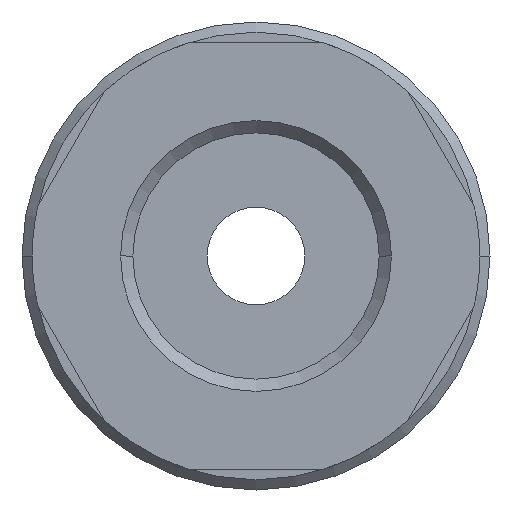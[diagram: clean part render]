
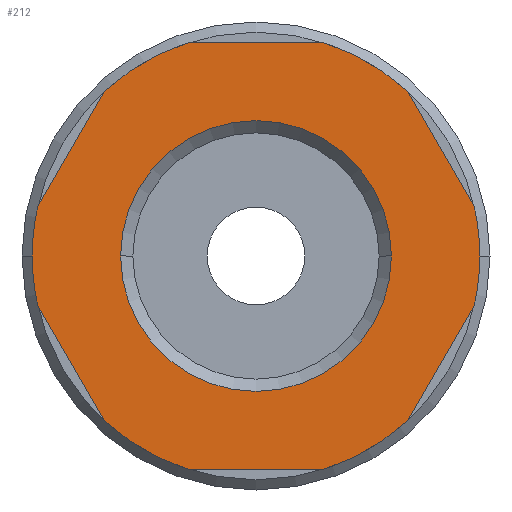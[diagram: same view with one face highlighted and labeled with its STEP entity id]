
A CAD part, front view. The second image highlights one B-rep face of the part: STEP entity #212.
In plain terms, the highlighted planar face has unit normal (0, -1, 0).
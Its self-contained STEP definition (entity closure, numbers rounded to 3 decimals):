
#212=ADVANCED_FACE('',(#456,#457),#458,.T.);
#456=FACE_BOUND('',#731,.T.);
#457=FACE_OUTER_BOUND('',#732,.T.);
#458=PLANE('',#733);
#731=EDGE_LOOP('',(#1278,#1279));
#732=EDGE_LOOP('',(#1280,#1281,#1282,#1283,#1284,#1285,#1286,#1287,#1288,#1289,#1290,#1291,#1292,#1293));
#733=AXIS2_PLACEMENT_3D('',#1294,#1295,#1296);
#1278=ORIENTED_EDGE('',*,*,#1784,.T.);
#1279=ORIENTED_EDGE('',*,*,#1785,.T.);
#1280=ORIENTED_EDGE('',*,*,#1743,.T.);
#1281=ORIENTED_EDGE('',*,*,#1786,.F.);
#1282=ORIENTED_EDGE('',*,*,#1690,.T.);
#1283=ORIENTED_EDGE('',*,*,#1787,.F.);
#1284=ORIENTED_EDGE('',*,*,#1715,.T.);
#1285=ORIENTED_EDGE('',*,*,#1788,.F.);
#1286=ORIENTED_EDGE('',*,*,#1789,.F.);
#1287=ORIENTED_EDGE('',*,*,#1790,.T.);
#1288=ORIENTED_EDGE('',*,*,#1630,.F.);
#1289=ORIENTED_EDGE('',*,*,#1641,.T.);
#1290=ORIENTED_EDGE('',*,*,#1646,.F.);
#1291=ORIENTED_EDGE('',*,*,#1791,.T.);
#1292=ORIENTED_EDGE('',*,*,#1792,.F.);
#1293=ORIENTED_EDGE('',*,*,#1793,.F.);
#1294=CARTESIAN_POINT('',(5.5,0.0,0.0));
#1295=DIRECTION('',(-0.0,-1.0,-0.0));
#1296=DIRECTION('',(-1.0,0.0,0.0));
#1630=EDGE_CURVE('',#1953,#1948,#1955,.T.);
#1641=EDGE_CURVE('',#1953,#1966,#1969,.T.);
#1646=EDGE_CURVE('',#1974,#1966,#1976,.T.);
#1690=EDGE_CURVE('',#2042,#2039,#2043,.T.);
#1715=EDGE_CURVE('',#2076,#2073,#2077,.T.);
#1743=EDGE_CURVE('',#2119,#2117,#2120,.T.);
#1784=EDGE_CURVE('',#2168,#2169,#2170,.T.);
#1785=EDGE_CURVE('',#2169,#2168,#2171,.T.);
#1786=EDGE_CURVE('',#2042,#2117,#2172,.T.);
#1787=EDGE_CURVE('',#2076,#2039,#2173,.T.);
#1788=EDGE_CURVE('',#2174,#2073,#2175,.T.);
#1789=EDGE_CURVE('',#2176,#2174,#2177,.T.);
#1790=EDGE_CURVE('',#2176,#1948,#2178,.T.);
#1791=EDGE_CURVE('',#1974,#2179,#2180,.T.);
#1792=EDGE_CURVE('',#2181,#2179,#2182,.T.);
#1793=EDGE_CURVE('',#2119,#2181,#2183,.T.);
#1948=VERTEX_POINT('',#2455);
#1953=VERTEX_POINT('',#2461);
#1955=CIRCLE('',#2464,11.0);
#1966=VERTEX_POINT('',#2499);
#1969=LINE('',#2503,#2504);
#1974=VERTEX_POINT('',#2510);
#1976=CIRCLE('',#2513,11.0);
#2039=VERTEX_POINT('',#2650);
#2042=VERTEX_POINT('',#2654);
#2043=LINE('',#2655,#2656);
#2073=VERTEX_POINT('',#2704);
#2076=VERTEX_POINT('',#2708);
#2077=LINE('',#2709,#2710);
#2117=VERTEX_POINT('',#2759);
#2119=VERTEX_POINT('',#2762);
#2120=LINE('',#2763,#2764);
#2168=VERTEX_POINT('',#2866);
#2169=VERTEX_POINT('',#2867);
#2170=CIRCLE('',#2868,6.655);
#2171=CIRCLE('',#2869,6.655);
#2172=CIRCLE('',#2870,11.0);
#2173=CIRCLE('',#2871,11.0);
#2174=VERTEX_POINT('',#2872);
#2175=CIRCLE('',#2873,11.0);
#2176=VERTEX_POINT('',#2874);
#2177=CIRCLE('',#2875,11.0);
#2178=LINE('',#2876,#2877);
#2179=VERTEX_POINT('',#2878);
#2180=LINE('',#2879,#2880);
#2181=VERTEX_POINT('',#2881);
#2182=CIRCLE('',#2882,11.0);
#2183=CIRCLE('',#2883,11.0);
#2455=CARTESIAN_POINT('',(7.454,0.0,8.089));
#2461=CARTESIAN_POINT('',(3.279,0.0,10.5));
#2464=AXIS2_PLACEMENT_3D('',#3051,#3052,#3053);
#2499=CARTESIAN_POINT('',(-3.279,0.0,10.5));
#2503=CARTESIAN_POINT('',(2.75,0.0,10.5));
#2504=VECTOR('',#3063,1.0);
#2510=CARTESIAN_POINT('',(-7.454,0.0,8.089));
#2513=AXIS2_PLACEMENT_3D('',#3069,#3070,#3071);
#2650=CARTESIAN_POINT('',(3.279,0.0,-10.5));
#2654=CARTESIAN_POINT('',(-3.279,0.0,-10.5));
#2655=CARTESIAN_POINT('',(2.75,0.0,-10.5));
#2656=VECTOR('',#3135,1.0);
#2704=CARTESIAN_POINT('',(10.733,0.0,-2.411));
#2708=CARTESIAN_POINT('',(7.454,0.0,-8.089));
#2709=CARTESIAN_POINT('',(9.781,0.0,-4.059));
#2710=VECTOR('',#3168,1.0);
#2759=CARTESIAN_POINT('',(-7.454,0.0,-8.089));
#2762=CARTESIAN_POINT('',(-10.733,0.0,-2.411));
#2763=CARTESIAN_POINT('',(-8.406,0.0,-6.441));
#2764=VECTOR('',#3215,1.0);
#2866=CARTESIAN_POINT('',(-6.655,0.0,0.));
#2867=CARTESIAN_POINT('',(6.655,0.0,0.));
#2868=AXIS2_PLACEMENT_3D('',#3265,#3266,#3267);
#2869=AXIS2_PLACEMENT_3D('',#3268,#3269,#3270);
#2870=AXIS2_PLACEMENT_3D('',#3271,#3272,#3273);
#2871=AXIS2_PLACEMENT_3D('',#3274,#3275,#3276);
#2872=CARTESIAN_POINT('',(11.0,0.0,0.));
#2873=AXIS2_PLACEMENT_3D('',#3277,#3278,#3279);
#2874=CARTESIAN_POINT('',(10.733,0.0,2.411));
#2875=AXIS2_PLACEMENT_3D('',#3280,#3281,#3282);
#2876=CARTESIAN_POINT('',(9.781,0.0,4.059));
#2877=VECTOR('',#3283,1.0);
#2878=CARTESIAN_POINT('',(-10.733,0.0,2.411));
#2879=CARTESIAN_POINT('',(-8.406,0.0,6.441));
#2880=VECTOR('',#3284,1.0);
#2881=CARTESIAN_POINT('',(-11.0,0.0,0.));
#2882=AXIS2_PLACEMENT_3D('',#3285,#3286,#3287);
#2883=AXIS2_PLACEMENT_3D('',#3288,#3289,#3290);
#3051=CARTESIAN_POINT('',(0.0,0.0,0.0));
#3052=DIRECTION('',(-0.0,1.0,0.0));
#3053=DIRECTION('',(1.0,0.0,0.0));
#3063=DIRECTION('',(-1.0,0.0,0.));
#3069=CARTESIAN_POINT('',(0.0,0.0,0.0));
#3070=DIRECTION('',(-0.0,1.0,0.0));
#3071=DIRECTION('',(1.0,0.0,0.0));
#3135=DIRECTION('',(1.0,-0.0,0.0));
#3168=DIRECTION('',(0.5,-0.0,0.866));
#3215=DIRECTION('',(0.5,0.0,-0.866));
#3265=CARTESIAN_POINT('',(0.0,0.0,0.0));
#3266=DIRECTION('',(-0.0,1.0,0.0));
#3267=DIRECTION('',(1.0,0.0,0.0));
#3268=CARTESIAN_POINT('',(0.0,0.0,0.0));
#3269=DIRECTION('',(-0.0,1.0,0.0));
#3270=DIRECTION('',(1.0,0.0,0.0));
#3271=CARTESIAN_POINT('',(0.0,0.0,0.0));
#3272=DIRECTION('',(-0.0,1.0,0.0));
#3273=DIRECTION('',(1.0,0.0,0.0));
#3274=CARTESIAN_POINT('',(0.0,0.0,0.0));
#3275=DIRECTION('',(-0.0,1.0,0.0));
#3276=DIRECTION('',(1.0,0.0,0.0));
#3277=CARTESIAN_POINT('',(0.0,0.0,0.0));
#3278=DIRECTION('',(-0.0,1.0,0.0));
#3279=DIRECTION('',(1.0,0.0,0.0));
#3280=CARTESIAN_POINT('',(0.0,0.0,0.0));
#3281=DIRECTION('',(-0.0,1.0,0.0));
#3282=DIRECTION('',(1.0,0.0,0.0));
#3283=DIRECTION('',(-0.5,0.0,0.866));
#3284=DIRECTION('',(-0.5,0.0,-0.866));
#3285=CARTESIAN_POINT('',(0.0,0.0,0.0));
#3286=DIRECTION('',(-0.0,1.0,0.0));
#3287=DIRECTION('',(1.0,0.0,0.0));
#3288=CARTESIAN_POINT('',(0.0,0.0,0.0));
#3289=DIRECTION('',(-0.0,1.0,0.0));
#3290=DIRECTION('',(1.0,0.0,0.0));
